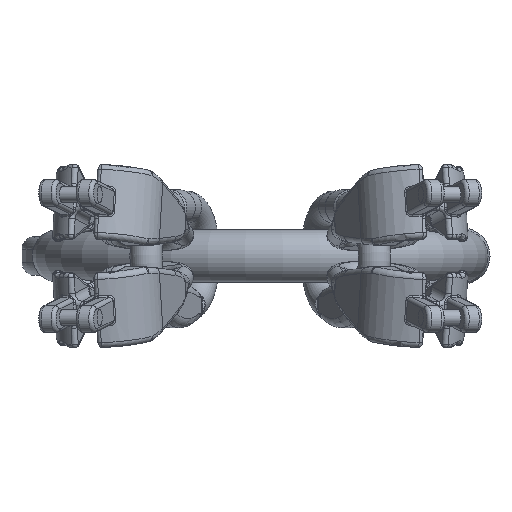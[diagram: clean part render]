
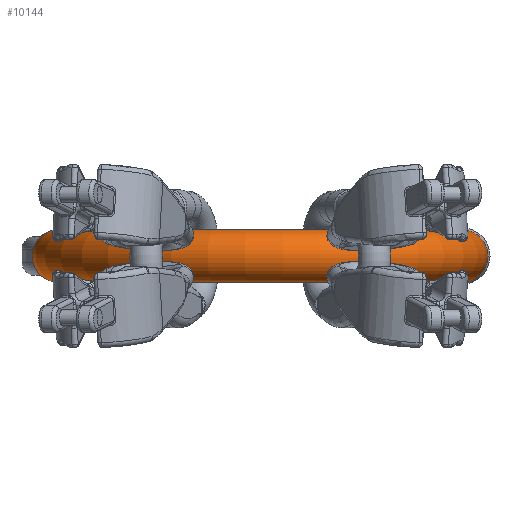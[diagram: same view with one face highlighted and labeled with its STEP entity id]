
A CAD part, front view. The second image highlights one B-rep face of the part: STEP entity #10144.
In plain terms, the highlighted toroidal (fillet/blend) face has major radius 103.5 mm and minor radius 13.5 mm.
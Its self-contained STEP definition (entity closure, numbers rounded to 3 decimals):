
#10144=ADVANCED_FACE('',(#10439,#10440),#10301,.T.);
#10301=TOROIDAL_SURFACE('',#36932,103.5,13.5);
#10439=FACE_BOUND('',#12589,.T.);
#10440=FACE_BOUND('',#12590,.T.);
#12589=EDGE_LOOP('',(#24815));
#12590=EDGE_LOOP('',(#24816));
#24815=ORIENTED_EDGE('',*,*,#32979,.T.);
#24816=ORIENTED_EDGE('',*,*,#33017,.F.);
#27945=VERTEX_POINT('',#76151);
#27983=VERTEX_POINT('',#76409);
#32979=EDGE_CURVE('',#27945,#27945,#34195,.T.);
#33017=EDGE_CURVE('',#27983,#27983,#34197,.T.);
#34195=CIRCLE('',#36914,13.5);
#34197=CIRCLE('',#36926,13.5);
#36914=AXIS2_PLACEMENT_3D('',#76150,#44321,#44322);
#36926=AXIS2_PLACEMENT_3D('',#76408,#44353,#44354);
#36932=AXIS2_PLACEMENT_3D('',#76418,#44365,#44366);
#44321=DIRECTION('',(0.,-1.,0.));
#44322=DIRECTION('',(1.,0.,0.));
#44353=DIRECTION('',(0.,1.,0.));
#44354=DIRECTION('',(-1.,0.,0.));
#44365=DIRECTION('',(0.,0.,1.));
#44366=DIRECTION('',(1.,0.,0.));
#76150=CARTESIAN_POINT('',(-103.5,-71.,0.));
#76151=CARTESIAN_POINT('',(-90.,-71.,0.));
#76408=CARTESIAN_POINT('',(103.5,-71.,0.));
#76409=CARTESIAN_POINT('',(90.,-71.,0.));
#76418=CARTESIAN_POINT('',(0.,-71.,0.));
